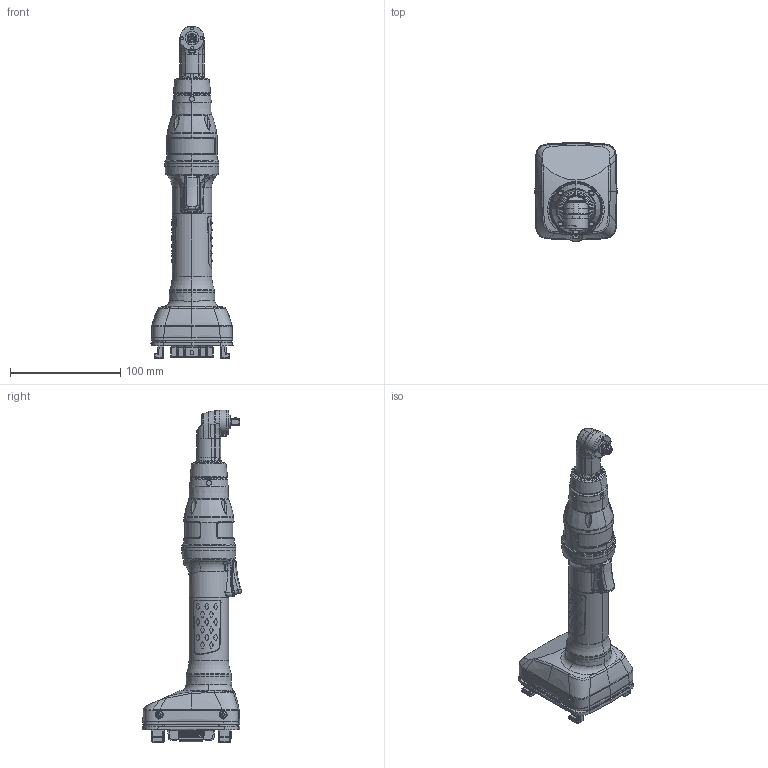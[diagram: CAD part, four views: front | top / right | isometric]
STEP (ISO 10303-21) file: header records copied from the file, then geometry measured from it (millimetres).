
FILE_DESCRIPTION((''),'2;1');
FILE_NAME('EXT_COMP_SW0013','2021-07-07T21:46:33',('INEVDh'),(''),'CREO PARAMETRIC BY PTC INC, 2020281','CREO PARAMETRIC BY PTC INC, 2020281','');
FILE_SCHEMA(('CONFIG_CONTROL_DESIGN'));
Length unit declared in the file: inch
Products named in the file (1): EXT_COMP_SW0013
Bounding box: 74.45 x 89.94 x 301.4 mm (x, y, z)
Volume: 468846.7 mm3; surface area: 68720.5 mm2
Topology: 2 solids, 2 shells, 3489 faces, 8611 edges, 5207 vertices
Faces by surface type: bspline 1187, cylinder 1037, plane 887, torus 156, cone 130, sphere 78, extrusion 10, revolution 4
Entity records: 195558 total; most frequent: CARTESIAN_POINT 122154, ORIENTED_EDGE 17214, DIRECTION 12444, EDGE_CURVE 8607, VERTEX_POINT 5207, AXIS2_PLACEMENT_3D 4581, EDGE_LOOP 3604, FACE_OUTER_BOUND 3489
